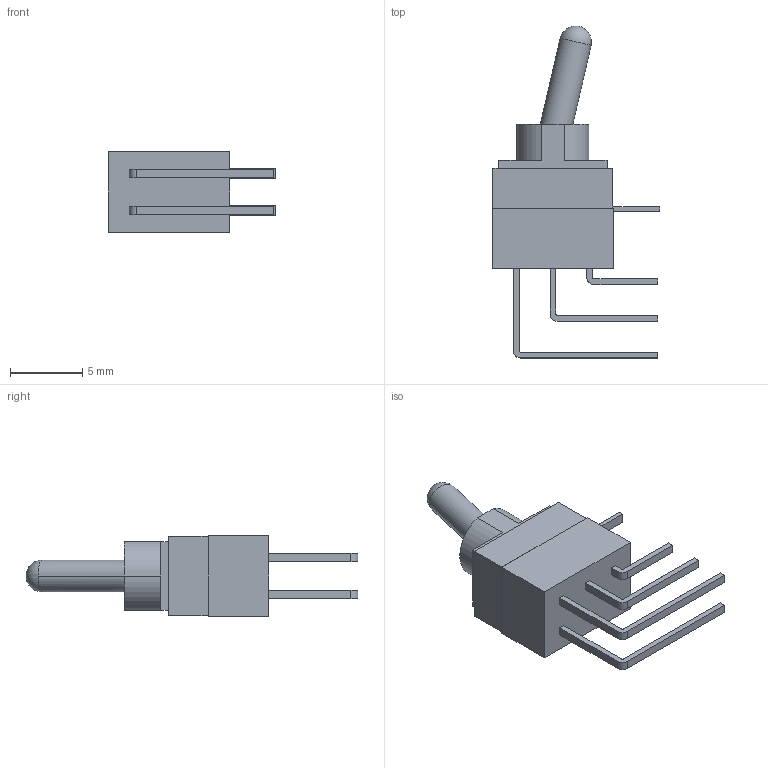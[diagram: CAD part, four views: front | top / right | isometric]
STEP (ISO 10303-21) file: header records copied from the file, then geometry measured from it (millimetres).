
FILE_DESCRIPTION(('STEP AP242'),'1');
FILE_NAME('19885.stp','2018-11-08T07:04:36',('TraceParts'),('TraceParts S.A.'),'Spatial InterOp 3D',' ',' ');
FILE_SCHEMA(('AP242_MANAGED_MODEL_BASED_3D_ENGINEERING_MIM_LF {1 0 10303 442 1 1 4}'));
Length unit declared in the file: millimetre
Products named in the file (1): 19885_1
Bounding box: 11.6 x 22.99 x 5.6 mm (x, y, z)
Volume: 431.6 mm3; surface area: 559.8 mm2
Topology: 2 solids, 2 shells, 106 faces, 286 edges, 190 vertices
Faces by surface type: plane 75, cylinder 26, sphere 3, cone 2
Entity records: 6642 total; most frequent: CARTESIAN_POINT 702, STYLED_ITEM 580, PRESENTATION_STYLE_ASSIGNMENT 580, COLOUR_RGB 580, ORIENTED_EDGE 568, DIRECTION 550, EDGE_CURVE 284, CURVE_STYLE 284
